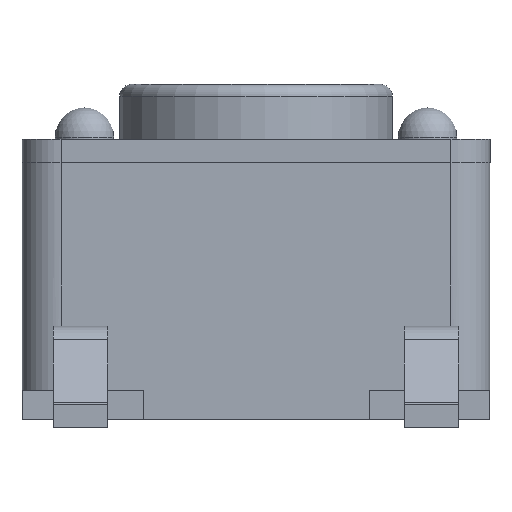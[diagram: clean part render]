
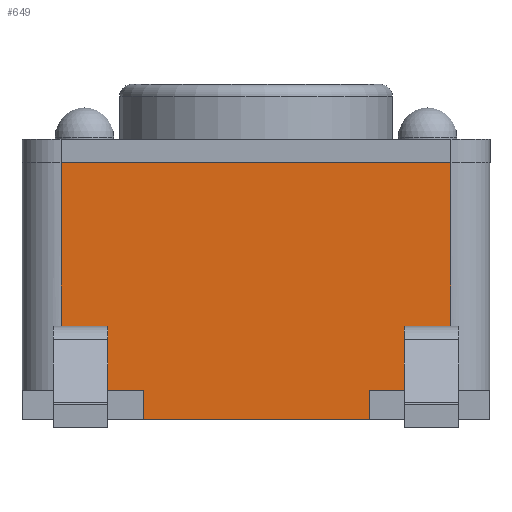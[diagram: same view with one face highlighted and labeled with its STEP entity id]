
A CAD part, left-side view. The second image highlights one B-rep face of the part: STEP entity #649.
In plain terms, the highlighted planar face has unit normal (-1, 0, 0).
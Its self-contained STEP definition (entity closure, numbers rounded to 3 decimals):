
#358=CARTESIAN_POINT('',(-3.,2.5,2.92));
#359=VERTEX_POINT('',#358);
#377=CARTESIAN_POINT('',(-3.,2.5,0.0));
#378=VERTEX_POINT('',#377);
#386=CARTESIAN_POINT('',(-3.,2.5,0.52));
#387=VERTEX_POINT('',#386);
#388=CARTESIAN_POINT('',(-3.,2.5,0.0));
#389=DIRECTION('',(0.0,0.0,1.0));
#390=VECTOR('',#389,0.52);
#391=LINE('',#388,#390);
#392=EDGE_CURVE('',#378,#387,#391,.T.);
#411=CARTESIAN_POINT('',(-3.,2.5,0.82));
#412=VERTEX_POINT('',#411);
#420=CARTESIAN_POINT('',(-3.,2.5,0.82));
#421=DIRECTION('',(0.0,0.0,1.0));
#422=VECTOR('',#421,2.1);
#423=LINE('',#420,#422);
#424=EDGE_CURVE('',#412,#359,#423,.T.);
#443=CARTESIAN_POINT('',(-3.,1.44,0.0));
#444=VERTEX_POINT('',#443);
#451=CARTESIAN_POINT('',(-3.,2.5,0.0));
#452=DIRECTION('',(0.0,-1.0,0.0));
#453=VECTOR('',#452,1.06);
#454=LINE('',#451,#453);
#455=EDGE_CURVE('',#378,#444,#454,.T.);
#539=CARTESIAN_POINT('',(-3.,-3.,0.0));
#540=DIRECTION('',(-1.0,0.0,0.0));
#541=DIRECTION('',(0.0,0.0,1.0));
#542=AXIS2_PLACEMENT_3D('',#539,#540,#541);
#543=PLANE('',#542);
#544=ORIENTED_EDGE('',*,*,#392,.F.);
#545=ORIENTED_EDGE('',*,*,#455,.T.);
#546=CARTESIAN_POINT('',(-3.,1.44,-0.38));
#547=VERTEX_POINT('',#546);
#548=CARTESIAN_POINT('',(-3.,1.44,0.0));
#549=DIRECTION('',(0.0,0.0,-1.0));
#550=VECTOR('',#549,0.38);
#551=LINE('',#548,#550);
#552=EDGE_CURVE('',#444,#547,#551,.T.);
#553=ORIENTED_EDGE('',*,*,#552,.T.);
#554=CARTESIAN_POINT('',(-3.,-1.46,-0.38));
#555=VERTEX_POINT('',#554);
#556=CARTESIAN_POINT('',(-3.,1.44,-0.38));
#557=DIRECTION('',(0.0,-1.0,0.0));
#558=VECTOR('',#557,2.9);
#559=LINE('',#556,#558);
#560=EDGE_CURVE('',#547,#555,#559,.T.);
#561=ORIENTED_EDGE('',*,*,#560,.T.);
#562=CARTESIAN_POINT('',(-3.,-1.46,0.0));
#563=VERTEX_POINT('',#562);
#564=CARTESIAN_POINT('',(-3.,-1.46,0.0));
#565=DIRECTION('',(0.0,0.0,-1.0));
#566=VECTOR('',#565,0.38);
#567=LINE('',#564,#566);
#568=EDGE_CURVE('',#563,#555,#567,.T.);
#569=ORIENTED_EDGE('',*,*,#568,.F.);
#570=CARTESIAN_POINT('',(-3.,-2.5,0.0));
#571=VERTEX_POINT('',#570);
#572=CARTESIAN_POINT('',(-3.,-1.46,0.0));
#573=DIRECTION('',(0.0,-1.0,0.0));
#574=VECTOR('',#573,1.04);
#575=LINE('',#572,#574);
#576=EDGE_CURVE('',#563,#571,#575,.T.);
#577=ORIENTED_EDGE('',*,*,#576,.T.);
#578=CARTESIAN_POINT('',(-3.,-2.5,0.52));
#579=VERTEX_POINT('',#578);
#580=CARTESIAN_POINT('',(-3.,-2.5,0.52));
#581=DIRECTION('',(0.0,0.0,-1.0));
#582=VECTOR('',#581,0.52);
#583=LINE('',#580,#582);
#584=EDGE_CURVE('',#579,#571,#583,.T.);
#585=ORIENTED_EDGE('',*,*,#584,.F.);
#586=CARTESIAN_POINT('',(-3.,-1.9,0.52));
#587=VERTEX_POINT('',#586);
#588=CARTESIAN_POINT('',(-3.,-2.5,0.52));
#589=DIRECTION('',(0.,1.0,0.0));
#590=VECTOR('',#589,0.6);
#591=LINE('',#588,#590);
#592=EDGE_CURVE('',#579,#587,#591,.T.);
#593=ORIENTED_EDGE('',*,*,#592,.T.);
#594=CARTESIAN_POINT('',(-3.,-1.9,0.82));
#595=VERTEX_POINT('',#594);
#596=CARTESIAN_POINT('',(-3.,-1.9,0.52));
#597=DIRECTION('',(0.0,0.0,1.0));
#598=VECTOR('',#597,0.3);
#599=LINE('',#596,#598);
#600=EDGE_CURVE('',#587,#595,#599,.T.);
#601=ORIENTED_EDGE('',*,*,#600,.T.);
#602=CARTESIAN_POINT('',(-3.,-2.5,0.82));
#603=VERTEX_POINT('',#602);
#604=CARTESIAN_POINT('',(-3.,-1.9,0.82));
#605=DIRECTION('',(0.,-1.0,0.));
#606=VECTOR('',#605,0.6);
#607=LINE('',#604,#606);
#608=EDGE_CURVE('',#595,#603,#607,.T.);
#609=ORIENTED_EDGE('',*,*,#608,.T.);
#610=CARTESIAN_POINT('',(-3.,-2.5,2.92));
#611=VERTEX_POINT('',#610);
#612=CARTESIAN_POINT('',(-3.,-2.5,2.92));
#613=DIRECTION('',(0.0,0.0,-1.0));
#614=VECTOR('',#613,2.1);
#615=LINE('',#612,#614);
#616=EDGE_CURVE('',#611,#603,#615,.T.);
#617=ORIENTED_EDGE('',*,*,#616,.F.);
#618=CARTESIAN_POINT('',(-3.,-2.5,2.92));
#619=DIRECTION('',(0.0,1.0,0.0));
#620=VECTOR('',#619,5.);
#621=LINE('',#618,#620);
#622=EDGE_CURVE('',#611,#359,#621,.T.);
#623=ORIENTED_EDGE('',*,*,#622,.T.);
#624=ORIENTED_EDGE('',*,*,#424,.F.);
#625=CARTESIAN_POINT('',(-3.,1.9,0.82));
#626=VERTEX_POINT('',#625);
#627=CARTESIAN_POINT('',(-3.,2.5,0.82));
#628=DIRECTION('',(0.0,-1.0,0.0));
#629=VECTOR('',#628,0.6);
#630=LINE('',#627,#629);
#631=EDGE_CURVE('',#412,#626,#630,.T.);
#632=ORIENTED_EDGE('',*,*,#631,.T.);
#633=CARTESIAN_POINT('',(-3.,1.9,0.52));
#634=VERTEX_POINT('',#633);
#635=CARTESIAN_POINT('',(-3.,1.9,0.82));
#636=DIRECTION('',(0.0,0.0,-1.0));
#637=VECTOR('',#636,0.3);
#638=LINE('',#635,#637);
#639=EDGE_CURVE('',#626,#634,#638,.T.);
#640=ORIENTED_EDGE('',*,*,#639,.T.);
#641=CARTESIAN_POINT('',(-3.,1.9,0.52));
#642=DIRECTION('',(0.0,1.0,0.0));
#643=VECTOR('',#642,0.6);
#644=LINE('',#641,#643);
#645=EDGE_CURVE('',#634,#387,#644,.T.);
#646=ORIENTED_EDGE('',*,*,#645,.T.);
#647=EDGE_LOOP('',(#544,#545,#553,#561,#569,#577,#585,#593,#601,#609,#617,#623,#624,#632,#640,#646));
#648=FACE_OUTER_BOUND('',#647,.T.);
#649=ADVANCED_FACE('',(#648),#543,.T.);
